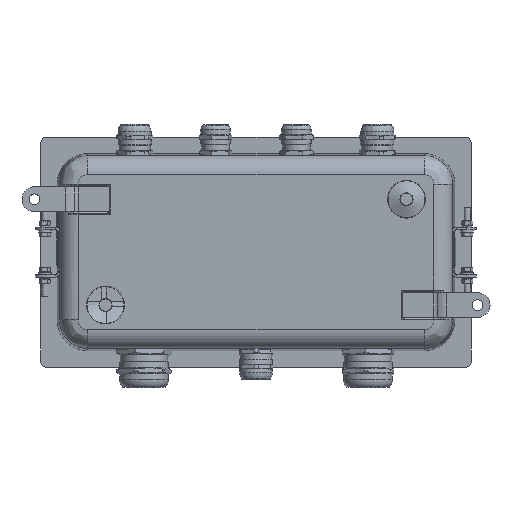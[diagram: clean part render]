
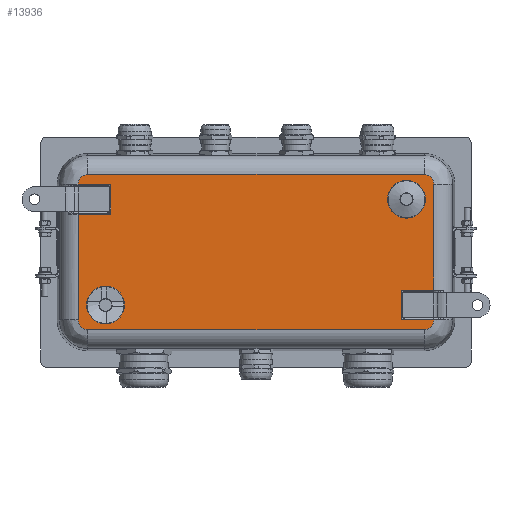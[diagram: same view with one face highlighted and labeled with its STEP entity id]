
A CAD part, front view. The second image highlights one B-rep face of the part: STEP entity #13936.
In plain terms, the highlighted planar face has unit normal (0, -1, 0).
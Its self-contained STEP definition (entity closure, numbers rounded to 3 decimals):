
#990=FACE_BOUND('',#5063,.T.);
#991=FACE_BOUND('',#5064,.T.);
#1708=LINE('',#24064,#2544);
#1709=LINE('',#24094,#2545);
#1712=LINE('',#24117,#2548);
#1715=LINE('',#24141,#2551);
#1720=LINE('',#24251,#2556);
#1722=LINE('',#24326,#2558);
#1724=LINE('',#24367,#2560);
#1729=LINE('',#24446,#2565);
#1730=LINE('',#24450,#2566);
#1733=LINE('',#24507,#2569);
#2544=VECTOR('',#18598,10.);
#2545=VECTOR('',#18613,10.);
#2548=VECTOR('',#18622,10.);
#2551=VECTOR('',#18637,10.);
#2556=VECTOR('',#18668,10.);
#2558=VECTOR('',#18688,10.);
#2560=VECTOR('',#18708,10.);
#2565=VECTOR('',#18745,10.);
#2566=VECTOR('',#18750,10.);
#2569=VECTOR('',#18795,10.);
#4176=FACE_OUTER_BOUND('',#5062,.T.);
#5062=EDGE_LOOP('',(#12332,#12333,#12334,#12335,#12336,#12337,#12338,#12339,
#12340,#12341,#12342,#12343,#12344,#12345));
#5063=EDGE_LOOP('',(#12346));
#5064=EDGE_LOOP('',(#12347));
#5692=CIRCLE('',#15246,7.896);
#5695=CIRCLE('',#15249,7.896);
#5699=CIRCLE('',#15254,7.896);
#5702=CIRCLE('',#15257,7.896);
#5742=CIRCLE('',#15331,15.194);
#5746=CIRCLE('',#15338,15.194);
#6836=VERTEX_POINT('',#24040);
#6838=VERTEX_POINT('',#24044);
#6839=VERTEX_POINT('',#24056);
#6840=VERTEX_POINT('',#24058);
#6841=VERTEX_POINT('',#24062);
#6843=VERTEX_POINT('',#24076);
#6844=VERTEX_POINT('',#24088);
#6845=VERTEX_POINT('',#24090);
#6850=VERTEX_POINT('',#24116);
#6855=VERTEX_POINT('',#24138);
#6865=VERTEX_POINT('',#24243);
#6867=VERTEX_POINT('',#24248);
#6872=VERTEX_POINT('',#24323);
#6886=VERTEX_POINT('',#24444);
#6893=VERTEX_POINT('',#24496);
#6896=VERTEX_POINT('',#24508);
#8646=EDGE_CURVE('',#6838,#6836,#5692,.T.);
#8649=EDGE_CURVE('',#6840,#6839,#5695,.T.);
#8651=EDGE_CURVE('',#6841,#6840,#1708,.T.);
#8654=EDGE_CURVE('',#6843,#6841,#5699,.T.);
#8657=EDGE_CURVE('',#6845,#6844,#5702,.T.);
#8658=EDGE_CURVE('',#6836,#6845,#1709,.T.);
#8664=EDGE_CURVE('',#6844,#6850,#1712,.T.);
#8673=EDGE_CURVE('',#6855,#6850,#1715,.T.);
#8692=EDGE_CURVE('',#6865,#6867,#1720,.T.);
#8702=EDGE_CURVE('',#6872,#6843,#1722,.T.);
#8711=EDGE_CURVE('',#6855,#6872,#1724,.T.);
#8727=EDGE_CURVE('',#6867,#6886,#1729,.T.);
#8729=EDGE_CURVE('',#6838,#6886,#1730,.T.);
#8741=EDGE_CURVE('',#6893,#6893,#5742,.T.);
#8745=EDGE_CURVE('',#6839,#6865,#1733,.T.);
#8746=EDGE_CURVE('',#6896,#6896,#5746,.T.);
#12332=ORIENTED_EDGE('',*,*,#8729,.T.);
#12333=ORIENTED_EDGE('',*,*,#8727,.F.);
#12334=ORIENTED_EDGE('',*,*,#8692,.F.);
#12335=ORIENTED_EDGE('',*,*,#8745,.F.);
#12336=ORIENTED_EDGE('',*,*,#8649,.F.);
#12337=ORIENTED_EDGE('',*,*,#8651,.F.);
#12338=ORIENTED_EDGE('',*,*,#8654,.F.);
#12339=ORIENTED_EDGE('',*,*,#8702,.F.);
#12340=ORIENTED_EDGE('',*,*,#8711,.F.);
#12341=ORIENTED_EDGE('',*,*,#8673,.T.);
#12342=ORIENTED_EDGE('',*,*,#8664,.F.);
#12343=ORIENTED_EDGE('',*,*,#8657,.F.);
#12344=ORIENTED_EDGE('',*,*,#8658,.F.);
#12345=ORIENTED_EDGE('',*,*,#8646,.F.);
#12346=ORIENTED_EDGE('',*,*,#8741,.F.);
#12347=ORIENTED_EDGE('',*,*,#8746,.F.);
#13191=PLANE('',#15337);
#13936=ADVANCED_FACE('',(#4176,#990,#991),#13191,.T.);
#15246=AXIS2_PLACEMENT_3D('',#24046,#18586,#18587);
#15249=AXIS2_PLACEMENT_3D('',#24060,#18592,#18593);
#15254=AXIS2_PLACEMENT_3D('',#24078,#18603,#18604);
#15257=AXIS2_PLACEMENT_3D('',#24092,#18609,#18610);
#15331=AXIS2_PLACEMENT_3D('',#24498,#18781,#18782);
#15337=AXIS2_PLACEMENT_3D('',#24506,#18793,#18794);
#15338=AXIS2_PLACEMENT_3D('',#24509,#18796,#18797);
#18586=DIRECTION('center_axis',(0.,1.,0.));
#18587=DIRECTION('ref_axis',(-0.707,0.,0.707));
#18592=DIRECTION('center_axis',(0.,1.,0.));
#18593=DIRECTION('ref_axis',(-0.707,0.,-0.707));
#18598=DIRECTION('',(-1.,0.,0.));
#18603=DIRECTION('center_axis',(0.,1.,0.));
#18604=DIRECTION('ref_axis',(0.707,0.,-0.707));
#18609=DIRECTION('center_axis',(0.,1.,0.));
#18610=DIRECTION('ref_axis',(0.707,0.,0.707));
#18613=DIRECTION('',(1.,0.,0.));
#18622=DIRECTION('',(0.,0.,-1.));
#18637=DIRECTION('',(1.,0.,0.));
#18668=DIRECTION('',(1.,0.,0.));
#18688=DIRECTION('',(1.,0.,0.));
#18708=DIRECTION('',(0.,0.,-1.));
#18745=DIRECTION('',(0.,0.,1.));
#18750=DIRECTION('',(1.,0.,0.));
#18781=DIRECTION('center_axis',(0.,-1.,0.));
#18782=DIRECTION('ref_axis',(-1.,0.,0.));
#18793=DIRECTION('center_axis',(0.,-1.,0.));
#18794=DIRECTION('ref_axis',(1.,0.,0.));
#18795=DIRECTION('',(0.,0.,1.));
#18796=DIRECTION('center_axis',(0.,-1.,0.));
#18797=DIRECTION('ref_axis',(-1.,0.,0.));
#24040=CARTESIAN_POINT('',(-135.,4.,62.396));
#24044=CARTESIAN_POINT('',(-142.896,4.,54.5));
#24046=CARTESIAN_POINT('Origin',(-135.,4.,54.5));
#24056=CARTESIAN_POINT('',(-142.896,4.,-54.5));
#24058=CARTESIAN_POINT('',(-135.,4.,-62.396));
#24060=CARTESIAN_POINT('Origin',(-135.,4.,-54.5));
#24062=CARTESIAN_POINT('',(135.,4.,-62.396));
#24064=CARTESIAN_POINT('',(67.5,4.,-62.396));
#24076=CARTESIAN_POINT('',(142.896,4.,-54.5));
#24078=CARTESIAN_POINT('Origin',(135.,4.,-54.5));
#24088=CARTESIAN_POINT('',(142.896,4.,54.5));
#24090=CARTESIAN_POINT('',(135.,4.,62.396));
#24092=CARTESIAN_POINT('Origin',(135.,4.,54.5));
#24094=CARTESIAN_POINT('',(-67.5,4.,62.396));
#24116=CARTESIAN_POINT('',(142.896,4.,-30.5));
#24117=CARTESIAN_POINT('',(142.896,4.,27.25));
#24138=CARTESIAN_POINT('',(116.896,4.,-30.5));
#24141=CARTESIAN_POINT('',(83.948,4.,-30.5));
#24243=CARTESIAN_POINT('',(-142.896,4.,30.5));
#24248=CARTESIAN_POINT('',(-116.896,4.,30.5));
#24251=CARTESIAN_POINT('',(-83.948,4.,30.5));
#24323=CARTESIAN_POINT('',(116.896,4.,-54.5));
#24326=CARTESIAN_POINT('',(58.948,4.,-54.5));
#24367=CARTESIAN_POINT('',(116.896,4.,-15.75));
#24444=CARTESIAN_POINT('',(-116.896,4.,54.5));
#24446=CARTESIAN_POINT('',(-116.896,4.,15.75));
#24450=CARTESIAN_POINT('',(-58.948,4.,54.5));
#24496=CARTESIAN_POINT('',(-105.701,4.,-42.5));
#24498=CARTESIAN_POINT('Origin',(-120.896,4.,-42.5));
#24506=CARTESIAN_POINT('Origin',(0.,4.,
0.));
#24507=CARTESIAN_POINT('',(-142.896,4.,-27.25));
#24508=CARTESIAN_POINT('',(136.09,4.,42.5));
#24509=CARTESIAN_POINT('Origin',(120.896,4.,42.5));
